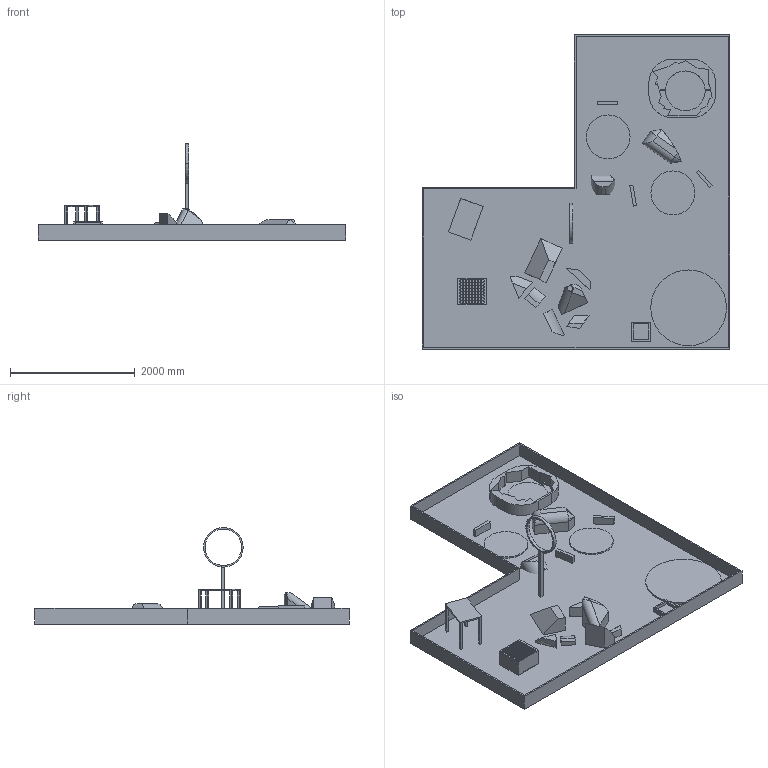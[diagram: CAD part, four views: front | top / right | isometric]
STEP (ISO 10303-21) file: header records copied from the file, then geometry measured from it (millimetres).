
FILE_DESCRIPTION(/* description */ (''),/* implementation_level */ '2;1');
FILE_NAME(/* name */ 'Field Outline v12.step',/* time_stamp */ '2025-10-24T17:52:56-05:00',/* author */ (''),/* organization */ (''),/* preprocessor_version */ 'ST-DEVELOPER v20.1',/* originating_system */ 'Autodesk Translation Framework v14.17.0.0',/* authorisation */ '');
FILE_SCHEMA (('AUTOMOTIVE_DESIGN { 1 0 10303 214 3 1 1 }'));
Length unit declared in the file: inch
Products named in the file (2): Field Outline; Component43
Assembly tree (1 placements, depth 2):
  Field Outline
    Component43
Bounding box: 4927.6 x 5029.2 x 1554.93 mm (x, y, z)
Volume: 947259476.8 mm3; surface area: 61706888.2 mm2
Topology: 24 solids, 24 shells, 287 faces, 700 edges, 464 vertices
Faces by surface type: plane 193, cylinder 88, bspline 4, cone 2
Full cylindrical faces by diameter (mm): 45.791 x64, 584.2 x1, 635 x1, 703.659 x2, 1211.659 x1
Entity records: 8851 total; most frequent: CARTESIAN_POINT 1602, DIRECTION 1443, ORIENTED_EDGE 1396, EDGE_CURVE 698, LINE 499, VECTOR 499, AXIS2_PLACEMENT_3D 472, VERTEX_POINT 464
